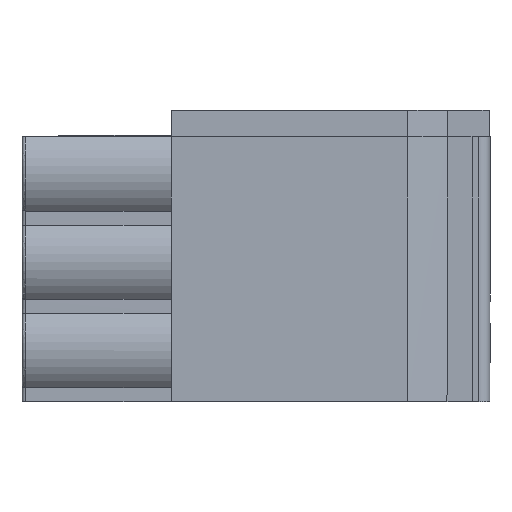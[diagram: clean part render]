
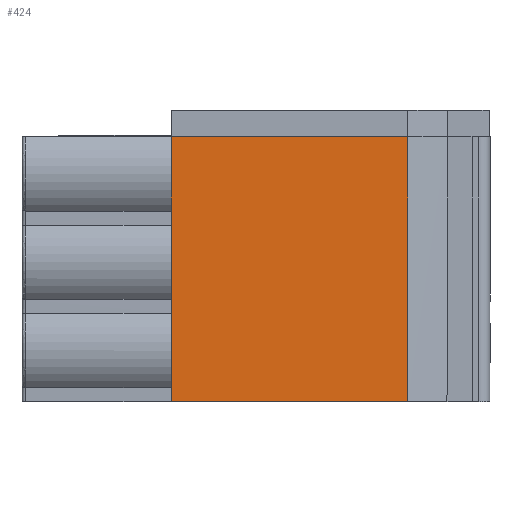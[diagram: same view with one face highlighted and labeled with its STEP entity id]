
A CAD part, front view. The second image highlights one B-rep face of the part: STEP entity #424.
In plain terms, the highlighted planar face has unit normal (0, -1, 0).
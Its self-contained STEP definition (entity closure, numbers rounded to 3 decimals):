
#424=ADVANCED_FACE('',(#1416),#996,.T.);
#996=PLANE('',#11121);
#1416=FACE_OUTER_BOUND('',#2004,.T.);
#2004=EDGE_LOOP('',(#3328,#3329,#3330,#3331));
#2575=B_SPLINE_CURVE_WITH_KNOTS('',3,(#15233,#15234,#15235,#15236),
 .UNSPECIFIED.,.F.,.F.,(4,4),(0.,1.),.UNSPECIFIED.);
#3328=ORIENTED_EDGE('',*,*,#7333,.F.);
#3329=ORIENTED_EDGE('',*,*,#7185,.T.);
#3330=ORIENTED_EDGE('',*,*,#7328,.T.);
#3331=ORIENTED_EDGE('',*,*,#7334,.F.);
#6152=VERTEX_POINT('',#14873);
#6153=VERTEX_POINT('',#14875);
#6256=VERTEX_POINT('',#15222);
#6260=VERTEX_POINT('',#15232);
#7185=EDGE_CURVE('',#6153,#6152,#8718,.T.);
#7328=EDGE_CURVE('',#6152,#6256,#8818,.T.);
#7333=EDGE_CURVE('',#6153,#6260,#8823,.T.);
#7334=EDGE_CURVE('',#6260,#6256,#2575,.T.);
#8718=LINE('',#14874,#9885);
#8818=LINE('',#15221,#9985);
#8823=LINE('',#15231,#9990);
#9885=VECTOR('',#11966,1.);
#9985=VECTOR('',#12210,1.);
#9990=VECTOR('',#12217,1.);
#11121=AXIS2_PLACEMENT_3D('',#15237,#12218,#12219);
#11966=DIRECTION('',(1.,0.,0.));
#12210=DIRECTION('',(0.,0.,1.));
#12217=DIRECTION('',(0.,0.,1.));
#12218=DIRECTION('',(0.,-1.,0.));
#12219=DIRECTION('',(1.,0.,0.));
#14873=CARTESIAN_POINT('',(-4.65,-14.5,-40.));
#14874=CARTESIAN_POINT('',(-18.05,-14.5,-40.));
#14875=CARTESIAN_POINT('',(-18.05,-14.5,-40.));
#15221=CARTESIAN_POINT('',(-4.65,-14.5,-75.));
#15222=CARTESIAN_POINT('',(-4.65,-14.5,-25.));
#15231=CARTESIAN_POINT('',(-18.05,-14.5,-75.));
#15232=CARTESIAN_POINT('',(-18.05,-14.5,-25.));
#15233=CARTESIAN_POINT('',(-18.05,-14.5,-25.));
#15234=CARTESIAN_POINT('',(-13.583,-14.5,-25.));
#15235=CARTESIAN_POINT('',(-9.117,-14.5,-25.));
#15236=CARTESIAN_POINT('',(-4.65,-14.5,-25.));
#15237=CARTESIAN_POINT('',(-18.05,-14.5,-70.));
